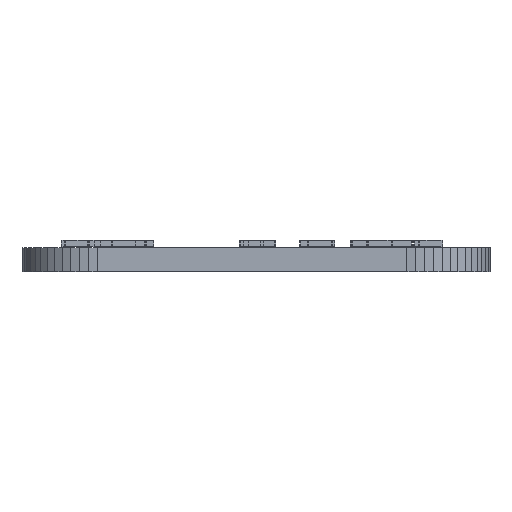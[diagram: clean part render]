
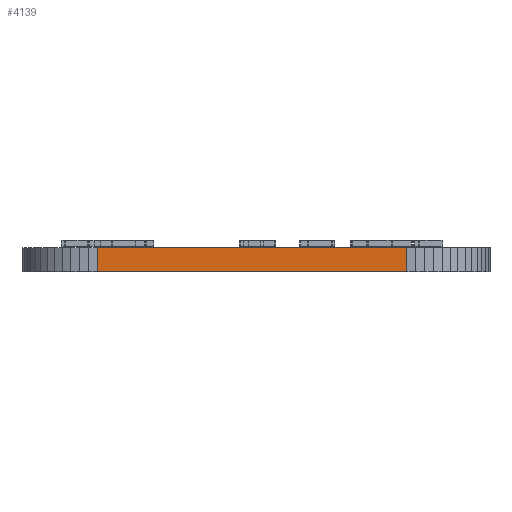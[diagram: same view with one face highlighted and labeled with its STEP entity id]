
A CAD part, front view. The second image highlights one B-rep face of the part: STEP entity #4139.
In plain terms, the highlighted planar face has unit normal (0, -1, 0).
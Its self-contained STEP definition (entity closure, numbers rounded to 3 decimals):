
#1433 = VERTEX_POINT('',#1434);
#1434 = CARTESIAN_POINT('',(444.723,-293.415,0.));
#1440 = EDGE_CURVE('',#1433,#1441,#1443,.T.);
#1441 = VERTEX_POINT('',#1442);
#1442 = CARTESIAN_POINT('',(424.373,-293.415,0.));
#1443 = LINE('',#1444,#1445);
#1444 = CARTESIAN_POINT('',(444.723,-293.415,0.));
#1445 = VECTOR('',#1446,1.);
#1446 = DIRECTION('',(-1.,0.,0.));
#2452 = VERTEX_POINT('',#2453);
#2453 = CARTESIAN_POINT('',(444.723,-293.415,1.6));
#2459 = EDGE_CURVE('',#2452,#2460,#2462,.T.);
#2460 = VERTEX_POINT('',#2461);
#2461 = CARTESIAN_POINT('',(424.373,-293.415,1.6));
#2462 = LINE('',#2463,#2464);
#2463 = CARTESIAN_POINT('',(444.723,-293.415,1.6));
#2464 = VECTOR('',#2465,1.);
#2465 = DIRECTION('',(-1.,0.,0.));
#4111 = EDGE_CURVE('',#1433,#2452,#4112,.T.);
#4112 = LINE('',#4113,#4114);
#4113 = CARTESIAN_POINT('',(444.723,-293.415,0.));
#4114 = VECTOR('',#4115,1.);
#4115 = DIRECTION('',(0.,0.,1.));
#4139 = ADVANCED_FACE('',(#4140),#4151,.T.);
#4140 = FACE_BOUND('',#4141,.T.);
#4141 = EDGE_LOOP('',(#4142,#4143,#4144,#4150));
#4142 = ORIENTED_EDGE('',*,*,#4111,.T.);
#4143 = ORIENTED_EDGE('',*,*,#2459,.T.);
#4144 = ORIENTED_EDGE('',*,*,#4145,.F.);
#4145 = EDGE_CURVE('',#1441,#2460,#4146,.T.);
#4146 = LINE('',#4147,#4148);
#4147 = CARTESIAN_POINT('',(424.373,-293.415,0.));
#4148 = VECTOR('',#4149,1.);
#4149 = DIRECTION('',(0.,0.,1.));
#4150 = ORIENTED_EDGE('',*,*,#1440,.F.);
#4151 = PLANE('',#4152);
#4152 = AXIS2_PLACEMENT_3D('',#4153,#4154,#4155);
#4153 = CARTESIAN_POINT('',(444.723,-293.415,0.));
#4154 = DIRECTION('',(0.,-1.,0.));
#4155 = DIRECTION('',(-1.,0.,0.));
